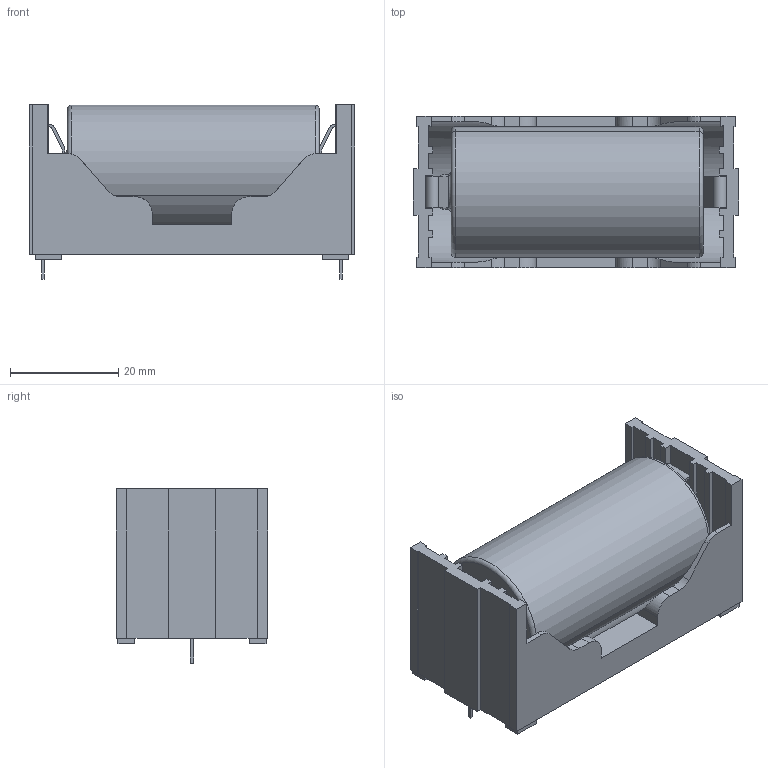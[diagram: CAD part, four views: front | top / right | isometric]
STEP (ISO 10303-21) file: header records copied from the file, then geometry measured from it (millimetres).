
FILE_DESCRIPTION(('FreeCAD Model'),'2;1');
FILE_NAME('Fusion.step','2017-03-05T09:30:46',( 'Author'),(''),'Open CASCADE STEP processor 6.8','FreeCAD','Unknown' );
FILE_SCHEMA(('AUTOMOTIVE_DESIGN_CC2 { 1 2 10303 214 -1 1 5 4 }'));
Length unit declared in the file: inch
Products named in the file (2): ASSEMBLY; Fusion
Assembly tree (1 placements, depth 2):
  ASSEMBLY
    Fusion
Bounding box: 60.2 x 27.94 x 32.26 mm (x, y, z)
Volume: 33372 mm3; surface area: 13513.1 mm2
Topology: 1 solids, 1 shells, 202 faces, 570 edges, 376 vertices
Faces by surface type: plane 156, cylinder 38, torus 8
Entity records: 23681 total; most frequent: CARTESIAN_POINT 11388, DIRECTION 1873, LINE 1201, VECTOR 1201, ORIENTED_EDGE 1140, PCURVE 1140, DEFINITIONAL_REPRESENTATION 1140, EDGE_CURVE 570
